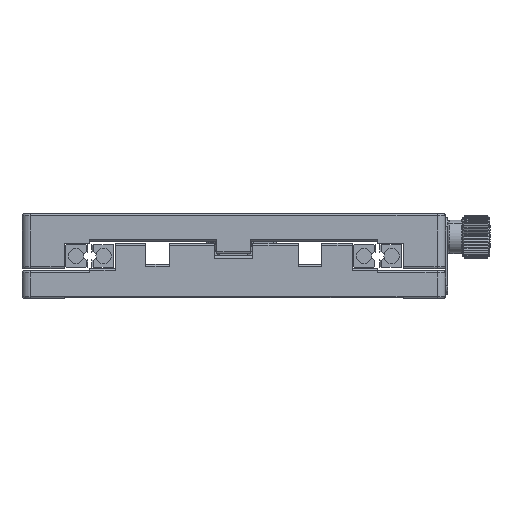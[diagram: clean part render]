
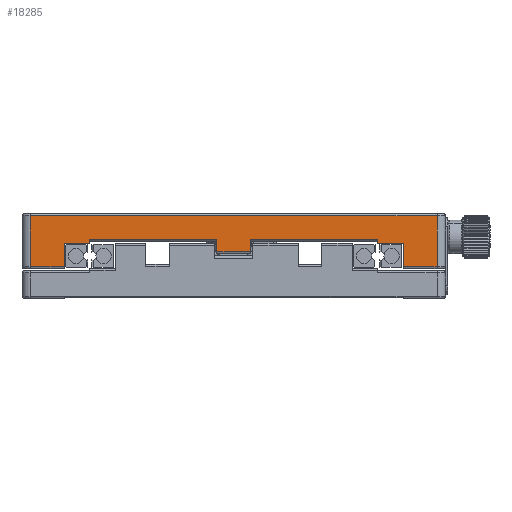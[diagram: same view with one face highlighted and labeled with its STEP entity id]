
A CAD part, front view. The second image highlights one B-rep face of the part: STEP entity #18285.
In plain terms, the highlighted planar face has unit normal (0, -1, 0).
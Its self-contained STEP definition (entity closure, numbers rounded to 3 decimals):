
#233 = ORIENTED_EDGE ( 'NONE', *, *, #17049, .T. ) ;
#323 = VECTOR ( 'NONE', #25751, 1000. ) ;
#439 = LINE ( 'NONE', #15345, #15798 ) ;
#518 = CARTESIAN_POINT ( 'NONE',  ( 34., -50., 114.198 ) ) ;
#661 = ORIENTED_EDGE ( 'NONE', *, *, #14694, .F. ) ;
#1353 = VECTOR ( 'NONE', #4690, 1000. ) ;
#1791 = DIRECTION ( 'NONE',  ( 0., 1., 0. ) ) ;
#2294 = EDGE_CURVE ( 'NONE', #23232, #10548, #17460, .T. ) ;
#2402 = EDGE_CURVE ( 'NONE', #5965, #17118, #439, .T. ) ;
#2437 = VECTOR ( 'NONE', #6530, 1000. ) ;
#2572 = VECTOR ( 'NONE', #18018, 1000. ) ;
#2593 = LINE ( 'NONE', #10713, #11258 ) ;
#2815 = VERTEX_POINT ( 'NONE', #5429 ) ;
#2831 = CARTESIAN_POINT ( 'NONE',  ( -48., -50., 19.5 ) ) ;
#2847 = CARTESIAN_POINT ( 'NONE',  ( 4., -50., 13.5 ) ) ;
#3024 = VERTEX_POINT ( 'NONE', #14839 ) ;
#3057 = DIRECTION ( 'NONE',  ( 0., 0., -1. ) ) ;
#3164 = CARTESIAN_POINT ( 'NONE',  ( 4., -50., 11. ) ) ;
#3223 = CARTESIAN_POINT ( 'NONE',  ( -40., -50., 7.5 ) ) ;
#3492 = LINE ( 'NONE', #518, #5704 ) ;
#3620 = CARTESIAN_POINT ( 'NONE',  ( 40., -50., 13. ) ) ;
#3977 = CARTESIAN_POINT ( 'NONE',  ( -40., -50., 13. ) ) ;
#4038 = CARTESIAN_POINT ( 'NONE',  ( 4., -50., 14. ) ) ;
#4087 = LINE ( 'NONE', #3620, #23019 ) ;
#4390 = VERTEX_POINT ( 'NONE', #24765 ) ;
#4690 = DIRECTION ( 'NONE',  ( 0., 0., -1. ) ) ;
#4751 = EDGE_CURVE ( 'NONE', #24511, #6331, #4087, .T. ) ;
#4921 = ORIENTED_EDGE ( 'NONE', *, *, #2402, .T. ) ;
#4926 = VECTOR ( 'NONE', #25015, 1000. ) ;
#4981 = EDGE_CURVE ( 'NONE', #2815, #17202, #15247, .T. ) ;
#5201 = PLANE ( 'NONE',  #6285 ) ;
#5279 = CARTESIAN_POINT ( 'NONE',  ( 34., -50., 13. ) ) ;
#5429 = CARTESIAN_POINT ( 'NONE',  ( -34., -50., 14. ) ) ;
#5478 = EDGE_CURVE ( 'NONE', #17118, #23232, #21515, .T. ) ;
#5648 = FACE_OUTER_BOUND ( 'NONE', #16061, .T. ) ;
#5704 = VECTOR ( 'NONE', #6941, 1000. ) ;
#5725 = CARTESIAN_POINT ( 'NONE',  ( -48., -50., 7.5 ) ) ;
#5965 = VERTEX_POINT ( 'NONE', #15463 ) ;
#6285 = AXIS2_PLACEMENT_3D ( 'NONE', #20621, #1791, #3057 ) ;
#6287 = DIRECTION ( 'NONE',  ( 0., 0., -1. ) ) ;
#6331 = VERTEX_POINT ( 'NONE', #5279 ) ;
#6430 = CARTESIAN_POINT ( 'NONE',  ( -4., -50., 14. ) ) ;
#6530 = DIRECTION ( 'NONE',  ( 1., 0., 0. ) ) ;
#6612 = VECTOR ( 'NONE', #23840, 1000. ) ;
#6821 = LINE ( 'NONE', #23070, #10230 ) ;
#6941 = DIRECTION ( 'NONE',  ( 0., 0., -1. ) ) ;
#7903 = DIRECTION ( 'NONE',  ( -1., 0., 0. ) ) ;
#7936 = LINE ( 'NONE', #3223, #4926 ) ;
#8266 = CARTESIAN_POINT ( 'NONE',  ( -34., -50., 13. ) ) ;
#8537 = CARTESIAN_POINT ( 'NONE',  ( -40., -50., 7.5 ) ) ;
#8796 = ORIENTED_EDGE ( 'NONE', *, *, #25869, .T. ) ;
#9185 = ORIENTED_EDGE ( 'NONE', *, *, #5478, .T. ) ;
#9200 = ORIENTED_EDGE ( 'NONE', *, *, #4981, .F. ) ;
#9247 = VERTEX_POINT ( 'NONE', #5725 ) ;
#9251 = ORIENTED_EDGE ( 'NONE', *, *, #17345, .F. ) ;
#9453 = LINE ( 'NONE', #13283, #11861 ) ;
#10023 = VERTEX_POINT ( 'NONE', #6430 ) ;
#10070 = EDGE_CURVE ( 'NONE', #17202, #4390, #2593, .T. ) ;
#10230 = VECTOR ( 'NONE', #20972, 1000. ) ;
#10332 = VERTEX_POINT ( 'NONE', #3164 ) ;
#10548 = VERTEX_POINT ( 'NONE', #2831 ) ;
#10713 = CARTESIAN_POINT ( 'NONE',  ( -28., -50., 13. ) ) ;
#10968 = LINE ( 'NONE', #2847, #12909 ) ;
#11258 = VECTOR ( 'NONE', #24373, 1000. ) ;
#11469 = LINE ( 'NONE', #19624, #21476 ) ;
#11694 = ORIENTED_EDGE ( 'NONE', *, *, #2294, .T. ) ;
#11713 = ORIENTED_EDGE ( 'NONE', *, *, #12502, .T. ) ;
#11854 = CARTESIAN_POINT ( 'NONE',  ( -48., -50., 7. ) ) ;
#11861 = VECTOR ( 'NONE', #24392, 1000. ) ;
#11926 = DIRECTION ( 'NONE',  ( -1., 0., 0. ) ) ;
#12088 = CARTESIAN_POINT ( 'NONE',  ( -4., -50., 13.5 ) ) ;
#12474 = CARTESIAN_POINT ( 'NONE',  ( -4., -50., 11. ) ) ;
#12485 = CARTESIAN_POINT ( 'NONE',  ( 34., -50., 14. ) ) ;
#12502 = EDGE_CURVE ( 'NONE', #9247, #22010, #7936, .T. ) ;
#12669 = CARTESIAN_POINT ( 'NONE',  ( 48., -50., 19.5 ) ) ;
#12909 = VECTOR ( 'NONE', #6287, 1000. ) ;
#13283 = CARTESIAN_POINT ( 'NONE',  ( -4., -50., 14. ) ) ;
#13475 = VERTEX_POINT ( 'NONE', #4038 ) ;
#14296 = ORIENTED_EDGE ( 'NONE', *, *, #4751, .F. ) ;
#14692 = ORIENTED_EDGE ( 'NONE', *, *, #10070, .F. ) ;
#14694 = EDGE_CURVE ( 'NONE', #20364, #10023, #21540, .T. ) ;
#14839 = CARTESIAN_POINT ( 'NONE',  ( 34., -50., 14. ) ) ;
#15247 = LINE ( 'NONE', #24679, #6612 ) ;
#15345 = CARTESIAN_POINT ( 'NONE',  ( 48., -50., 7.5 ) ) ;
#15463 = CARTESIAN_POINT ( 'NONE',  ( 40., -50., 7.5 ) ) ;
#15798 = VECTOR ( 'NONE', #18792, 1000. ) ;
#15860 = EDGE_CURVE ( 'NONE', #3024, #6331, #3492, .T. ) ;
#15882 = LINE ( 'NONE', #3977, #323 ) ;
#16016 = EDGE_CURVE ( 'NONE', #20364, #10332, #6821, .T. ) ;
#16061 = EDGE_LOOP ( 'NONE', ( #23309, #11713, #18085, #14692, #9200, #24555, #661, #24591, #9251, #233, #16365, #14296, #8796, #4921, #9185, #11694 ) ) ;
#16365 = ORIENTED_EDGE ( 'NONE', *, *, #15860, .T. ) ;
#16409 = CARTESIAN_POINT ( 'NONE',  ( 40., -50., 13. ) ) ;
#17049 = EDGE_CURVE ( 'NONE', #13475, #3024, #22787, .T. ) ;
#17118 = VERTEX_POINT ( 'NONE', #18935 ) ;
#17202 = VERTEX_POINT ( 'NONE', #8266 ) ;
#17278 = VECTOR ( 'NONE', #11926, 1000. ) ;
#17345 = EDGE_CURVE ( 'NONE', #13475, #10332, #10968, .T. ) ;
#17460 = LINE ( 'NONE', #18769, #17278 ) ;
#18018 = DIRECTION ( 'NONE',  ( 0., 0., 1. ) ) ;
#18085 = ORIENTED_EDGE ( 'NONE', *, *, #25233, .F. ) ;
#18285 = ADVANCED_FACE ( 'NONE', ( #5648 ), #5201, .F. ) ;
#18769 = CARTESIAN_POINT ( 'NONE',  ( 50., -50., 19.5 ) ) ;
#18792 = DIRECTION ( 'NONE',  ( 1., 0., 0. ) ) ;
#18935 = CARTESIAN_POINT ( 'NONE',  ( 48., -50., 7.5 ) ) ;
#18989 = VECTOR ( 'NONE', #24492, 1000. ) ;
#19624 = CARTESIAN_POINT ( 'NONE',  ( 40., -50., 13. ) ) ;
#20229 = EDGE_CURVE ( 'NONE', #2815, #10023, #9453, .T. ) ;
#20364 = VERTEX_POINT ( 'NONE', #12474 ) ;
#20621 = CARTESIAN_POINT ( 'NONE',  ( 50., -50., 7. ) ) ;
#20972 = DIRECTION ( 'NONE',  ( 1., 0., 0. ) ) ;
#21384 = EDGE_CURVE ( 'NONE', #10548, #9247, #23426, .T. ) ;
#21476 = VECTOR ( 'NONE', #25166, 1000. ) ;
#21515 = LINE ( 'NONE', #24046, #2572 ) ;
#21540 = LINE ( 'NONE', #12088, #18989 ) ;
#22010 = VERTEX_POINT ( 'NONE', #8537 ) ;
#22787 = LINE ( 'NONE', #12485, #2437 ) ;
#23019 = VECTOR ( 'NONE', #7903, 1000. ) ;
#23070 = CARTESIAN_POINT ( 'NONE',  ( 4., -50., 11. ) ) ;
#23232 = VERTEX_POINT ( 'NONE', #12669 ) ;
#23309 = ORIENTED_EDGE ( 'NONE', *, *, #21384, .T. ) ;
#23426 = LINE ( 'NONE', #11854, #1353 ) ;
#23840 = DIRECTION ( 'NONE',  ( 0., 0., -1. ) ) ;
#24046 = CARTESIAN_POINT ( 'NONE',  ( 48., -50., 7. ) ) ;
#24373 = DIRECTION ( 'NONE',  ( -1., 0., 0. ) ) ;
#24392 = DIRECTION ( 'NONE',  ( 1., 0., 0. ) ) ;
#24492 = DIRECTION ( 'NONE',  ( 0., 0., 1. ) ) ;
#24511 = VERTEX_POINT ( 'NONE', #16409 ) ;
#24555 = ORIENTED_EDGE ( 'NONE', *, *, #20229, .T. ) ;
#24591 = ORIENTED_EDGE ( 'NONE', *, *, #16016, .T. ) ;
#24679 = CARTESIAN_POINT ( 'NONE',  ( -34., -50., 114.198 ) ) ;
#24765 = CARTESIAN_POINT ( 'NONE',  ( -40., -50., 13. ) ) ;
#25015 = DIRECTION ( 'NONE',  ( 1., 0., 0. ) ) ;
#25166 = DIRECTION ( 'NONE',  ( 0., 0., -1. ) ) ;
#25233 = EDGE_CURVE ( 'NONE', #4390, #22010, #15882, .T. ) ;
#25751 = DIRECTION ( 'NONE',  ( 0., 0., -1. ) ) ;
#25869 = EDGE_CURVE ( 'NONE', #24511, #5965, #11469, .T. ) ;
